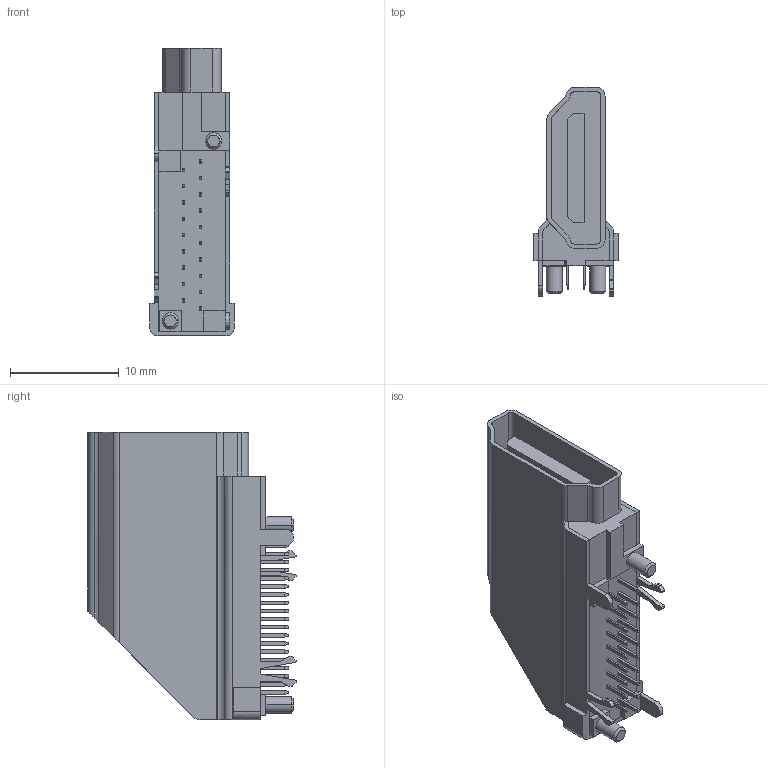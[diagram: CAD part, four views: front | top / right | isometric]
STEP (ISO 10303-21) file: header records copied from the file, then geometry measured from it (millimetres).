
FILE_DESCRIPTION (( 'STEP AP214' ), '1' );
FILE_NAME ('G45A19071083HR.STEP', '2023-04-04T23:19:21', ( '' ), ( '' ), 'SwSTEP 2.0', 'SolidWorks 2021', '' );
FILE_SCHEMA (( 'AUTOMOTIVE_DESIGN' ));
Length unit declared in the file: millimetre
Products named in the file (1): G45A19071083HR
Bounding box: 7.79 x 19.19 x 26.46 mm (x, y, z)
Volume: 1843.2 mm3; surface area: 2999.2 mm2
Topology: 24 solids, 24 shells, 373 faces, 892 edges, 567 vertices
Faces by surface type: plane 302, cylinder 67, cone 4
Entity records: 10848 total; most frequent: CARTESIAN_POINT 1892, ORIENTED_EDGE 1784, DIRECTION 1751, EDGE_CURVE 892, LINE 747, VECTOR 747, VERTEX_POINT 567, AXIS2_PLACEMENT_3D 502
